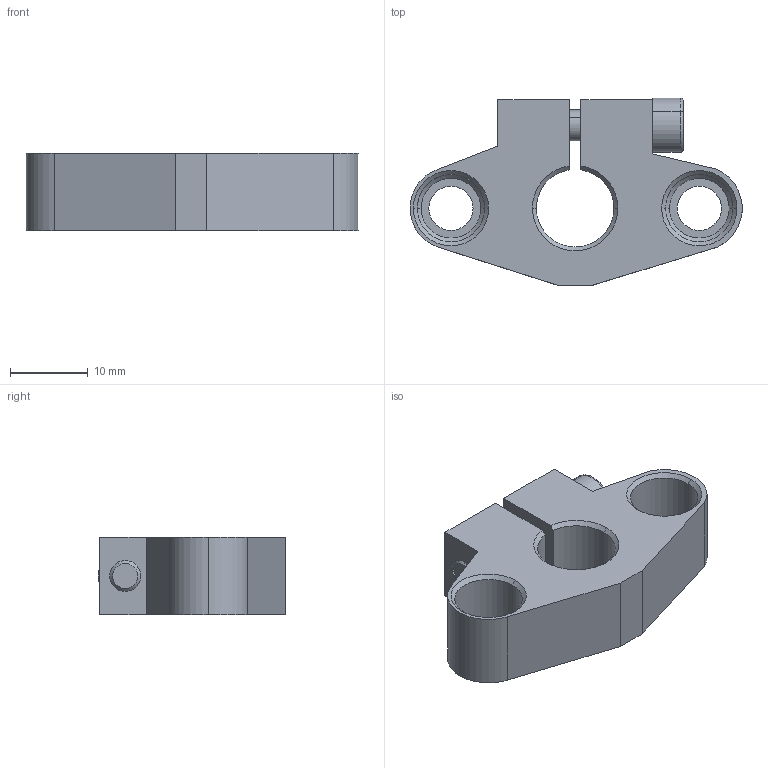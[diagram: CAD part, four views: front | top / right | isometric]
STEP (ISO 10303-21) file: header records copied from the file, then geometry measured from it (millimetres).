
FILE_DESCRIPTION (( 'STEP AP214' ), '1' );
FILE_NAME ('1.STEP', '2024-03-15T09:27:08', ( '' ), ( '' ), 'SwSTEP 2.0', 'SolidWorks 2022', '' );
FILE_SCHEMA (( 'AUTOMOTIVE_DESIGN' ));
Length unit declared in the file: millimetre
Products named in the file (3): socket head cap screw_din_DIN 912 M4 x 20 --- 20N; B423 Держатель полированных валов SHF10_00; 1
Assembly tree (2 placements, depth 2):
  1
    B423 Держатель полированных валов SHF10_00
    socket head cap screw_din_DIN 912 M4 x 20 --- 20N
Bounding box: 42.78 x 24.2 x 10 mm (x, y, z)
Volume: 5321.1 mm3; surface area: 3768.6 mm2
Topology: 2 solids, 2 shells, 78 faces, 183 edges, 111 vertices
Faces by surface type: plane 30, cone 22, cylinder 22, torus 4
Entity records: 2341 total; most frequent: DIRECTION 421, CARTESIAN_POINT 387, ORIENTED_EDGE 362, EDGE_CURVE 181, AXIS2_PLACEMENT_3D 161, VERTEX_POINT 111, VECTOR 99, LINE 99
